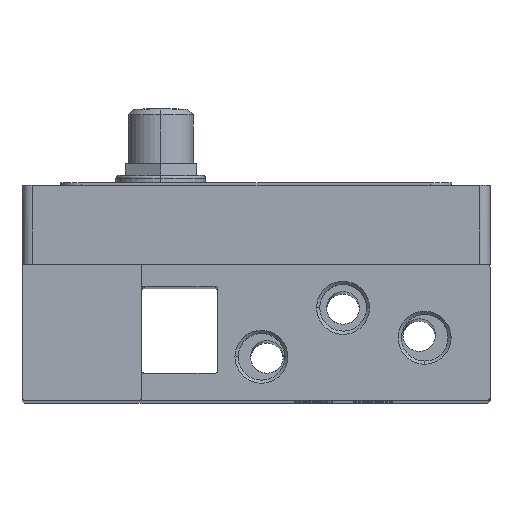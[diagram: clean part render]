
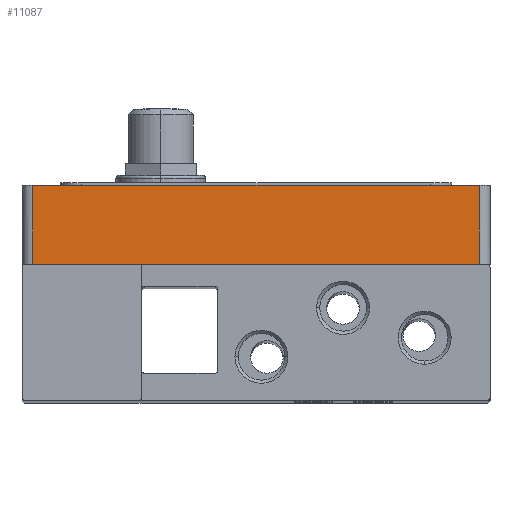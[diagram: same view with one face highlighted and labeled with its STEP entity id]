
A CAD part, top view. The second image highlights one B-rep face of the part: STEP entity #11087.
In plain terms, the highlighted planar face has unit normal (0, 0, 1).
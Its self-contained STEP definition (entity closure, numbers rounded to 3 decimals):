
#1161 = CARTESIAN_POINT ( 'NONE',  ( 85.5, 25., 20.5 ) ) ;
#1583 = CARTESIAN_POINT ( 'NONE',  ( 2., 39.5, 20.5 ) ) ;
#1835 = VECTOR ( 'NONE', #13963, 1000. ) ;
#2110 = CARTESIAN_POINT ( 'NONE',  ( 2., 39.5, 20.5 ) ) ;
#2242 = LINE ( 'NONE', #3288, #8470 ) ;
#2547 = CARTESIAN_POINT ( 'NONE',  ( 2., 25., 20.5 ) ) ;
#2563 = ORIENTED_EDGE ( 'NONE', *, *, #5444, .F. ) ;
#2800 = LINE ( 'NONE', #1583, #1835 ) ;
#3288 = CARTESIAN_POINT ( 'NONE',  ( 84., 39.5, 20.5 ) ) ;
#3315 = LINE ( 'NONE', #2110, #9094 ) ;
#3652 = ORIENTED_EDGE ( 'NONE', *, *, #4604, .F. ) ;
#3798 = DIRECTION ( 'NONE',  ( 0., 0., -1. ) ) ;
#4515 = CARTESIAN_POINT ( 'NONE',  ( 2., 39.5, 20.5 ) ) ;
#4604 = EDGE_CURVE ( 'NONE', #15459, #15186, #2242, .T. ) ;
#4873 = VERTEX_POINT ( 'NONE', #4515 ) ;
#5444 = EDGE_CURVE ( 'NONE', #4873, #15459, #2800, .T. ) ;
#5535 = EDGE_LOOP ( 'NONE', ( #3652, #2563, #11429, #12819 ) ) ;
#6207 = CARTESIAN_POINT ( 'NONE',  ( 2., 39.5, 20.5 ) ) ;
#7047 = AXIS2_PLACEMENT_3D ( 'NONE', #6207, #3798, #11200 ) ;
#7136 = DIRECTION ( 'NONE',  ( 0., -1., 0. ) ) ;
#8470 = VECTOR ( 'NONE', #7136, 1000. ) ;
#8750 = VERTEX_POINT ( 'NONE', #2547 ) ;
#9094 = VECTOR ( 'NONE', #12974, 1000. ) ;
#9653 = CARTESIAN_POINT ( 'NONE',  ( 84., 25., 20.5 ) ) ;
#10954 = EDGE_CURVE ( 'NONE', #8750, #4873, #3315, .T. ) ;
#10958 = PLANE ( 'NONE',  #7047 ) ;
#11087 = ADVANCED_FACE ( 'NONE', ( #12249 ), #10958, .F. ) ;
#11200 = DIRECTION ( 'NONE',  ( -1., 0., 0. ) ) ;
#11429 = ORIENTED_EDGE ( 'NONE', *, *, #10954, .F. ) ;
#12249 = FACE_OUTER_BOUND ( 'NONE', #5535, .T. ) ;
#12819 = ORIENTED_EDGE ( 'NONE', *, *, #13569, .T. ) ;
#12974 = DIRECTION ( 'NONE',  ( 0., 1., 0. ) ) ;
#13569 = EDGE_CURVE ( 'NONE', #8750, #15186, #15789, .T. ) ;
#13963 = DIRECTION ( 'NONE',  ( 1., 0., 0. ) ) ;
#14228 = VECTOR ( 'NONE', #14735, 1000. ) ;
#14680 = CARTESIAN_POINT ( 'NONE',  ( 84., 39.5, 20.5 ) ) ;
#14735 = DIRECTION ( 'NONE',  ( 1., 0., 0. ) ) ;
#15186 = VERTEX_POINT ( 'NONE', #9653 ) ;
#15459 = VERTEX_POINT ( 'NONE', #14680 ) ;
#15789 = LINE ( 'NONE', #1161, #14228 ) ;
